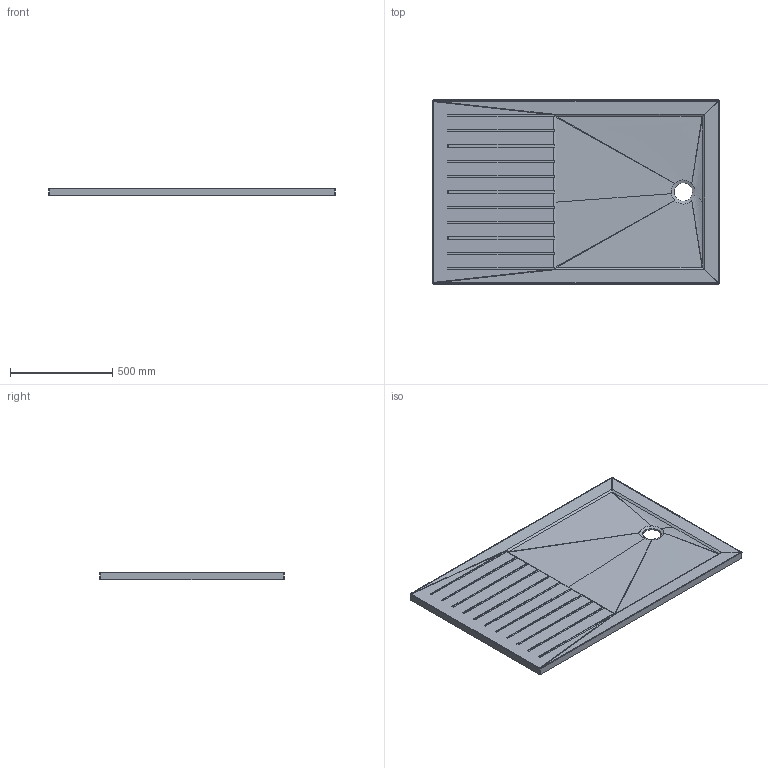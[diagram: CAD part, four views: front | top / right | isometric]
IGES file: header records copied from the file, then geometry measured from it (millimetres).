
Global section: file name: BSH-1490; native system: AutoCAD 2016 - English; preprocessor: Autodesk Translation Framework DWG producer (atf_dwg_producer); organization: unknown; date: 20170428.100403; units: millimetre
Bounding box: 1400 x 900 x 35 mm (x, y, z)
Volume: 35485667.6 mm3; surface area: 2720495.3 mm2
Topology: 1 solids, 1 shells, 111 faces, 328 edges, 218 vertices
Faces by surface type: bspline 111
